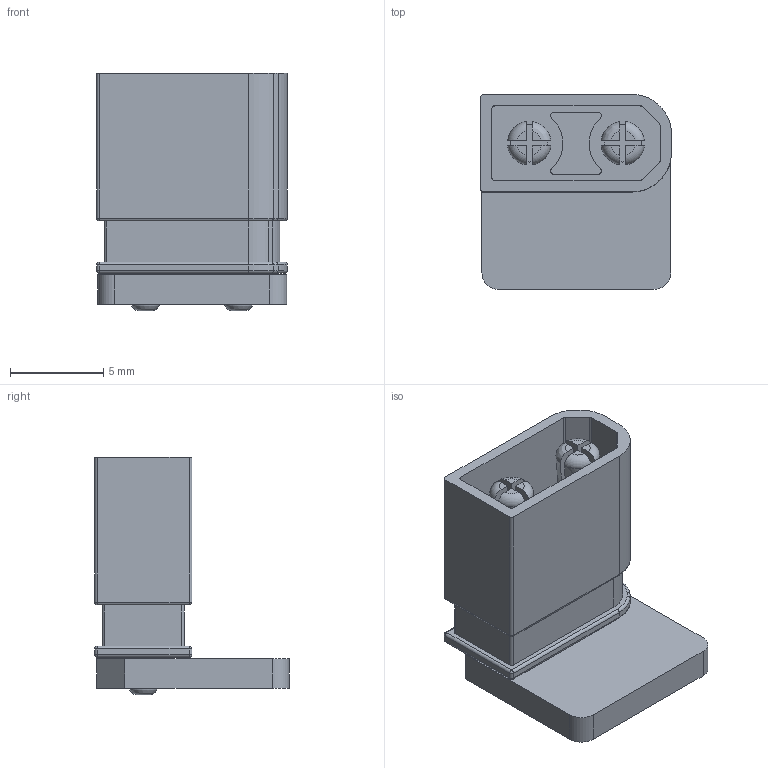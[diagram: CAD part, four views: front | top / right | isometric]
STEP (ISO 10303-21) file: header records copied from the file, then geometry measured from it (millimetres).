
FILE_DESCRIPTION(('KiCad electronic assembly'),'2;1');
FILE_NAME('XT30RightAngleAdapter.step','2024-08-07T21:15:38',('Pcbnew'), ('Kicad'),'Open CASCADE STEP processor 7.8','KiCad to STEP converter', 'Unknown');
FILE_SCHEMA(('AUTOMOTIVE_DESIGN { 1 0 10303 214 1 1 1 1 }'));
Length unit declared in the file: millimetre
Products named in the file (4): XT30RightAngleAdapter 1; XT30UPB-M; Assembly; _autosave-XT30RightAngleAdapter_PCB
Assembly tree (3 placements, depth 3):
  XT30RightAngleAdapter 1
    XT30UPB-M
      Assembly
    _autosave-XT30RightAngleAdapter_PCB
Bounding box: 10.2 x 10.41 x 12.7 mm (x, y, z)
Volume: 424.3 mm3; surface area: 1146.4 mm2
Topology: 4 solids, 4 shells, 155 faces, 390 edges, 242 vertices
Faces by surface type: plane 63, cylinder 56, torus 24, bspline 6, sphere 6
Full cylindrical faces by diameter (mm): 1.5 x2, 1.8 x2, 2 x2
Entity records: 6147 total; most frequent: CARTESIAN_POINT 2263, DIRECTION 848, ORIENTED_EDGE 768, EDGE_CURVE 384, AXIS2_PLACEMENT_3D 339, VERTEX_POINT 242, CIRCLE 186, FACE_BOUND 170
